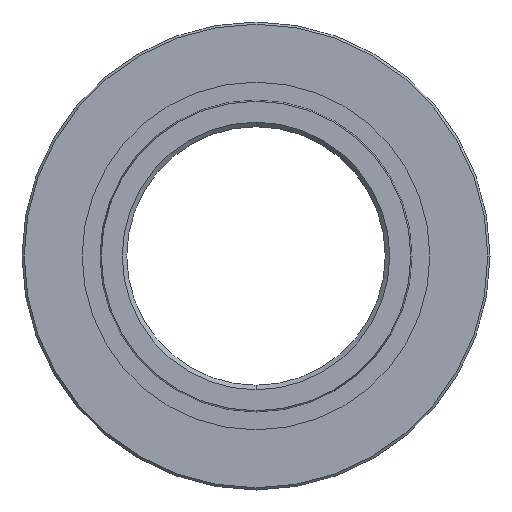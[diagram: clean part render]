
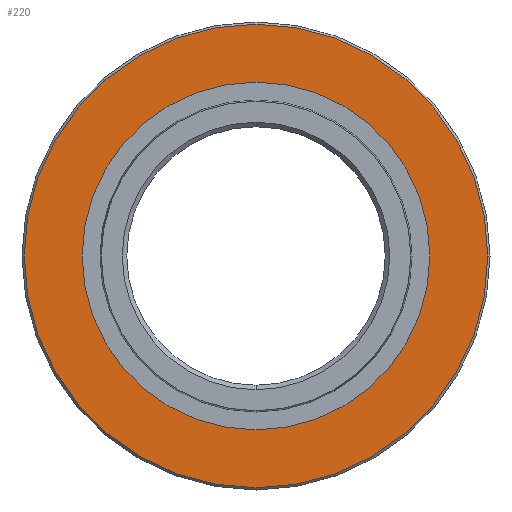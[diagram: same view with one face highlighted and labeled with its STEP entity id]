
A CAD part, front view. The second image highlights one B-rep face of the part: STEP entity #220.
In plain terms, the highlighted planar face has unit normal (0, -1, 0).
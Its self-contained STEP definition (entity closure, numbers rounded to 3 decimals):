
#24 = DIRECTION ( 'NONE',  ( 0., 1., 0. ) ) ;
#57 = DIRECTION ( 'NONE',  ( 0., 1., 0. ) ) ;
#64 = EDGE_LOOP ( 'NONE', ( #71, #729 ) ) ;
#65 = FACE_BOUND ( 'NONE', #64, .T. ) ;
#71 = ORIENTED_EDGE ( 'NONE', *, *, #149, .T. ) ;
#73 = CARTESIAN_POINT ( 'NONE',  ( 39., -64.261, 0. ) ) ;
#142 = AXIS2_PLACEMENT_3D ( 'NONE', #654, #24, #740 ) ;
#149 = EDGE_CURVE ( 'NONE', #915, #720, #1061, .T. ) ;
#175 = VERTEX_POINT ( 'NONE', #539 ) ;
#177 = CARTESIAN_POINT ( 'NONE',  ( -39., -64.261, 0. ) ) ;
#214 = ORIENTED_EDGE ( 'NONE', *, *, #1123, .F. ) ;
#220 = ADVANCED_FACE ( 'NONE', ( #1089, #65 ), #456, .F. ) ;
#229 = CIRCLE ( 'NONE', #142, 39. ) ;
#265 = DIRECTION ( 'NONE',  ( 0., 1., 0. ) ) ;
#427 = AXIS2_PLACEMENT_3D ( 'NONE', #1171, #265, #1072 ) ;
#456 = PLANE ( 'NONE',  #908 ) ;
#468 = EDGE_LOOP ( 'NONE', ( #214, #496 ) ) ;
#478 = DIRECTION ( 'NONE',  ( 0., 1., 0. ) ) ;
#496 = ORIENTED_EDGE ( 'NONE', *, *, #1090, .F. ) ;
#525 = AXIS2_PLACEMENT_3D ( 'NONE', #761, #57, #778 ) ;
#530 = CARTESIAN_POINT ( 'NONE',  ( 52., -64.261, 0. ) ) ;
#539 = CARTESIAN_POINT ( 'NONE',  ( -52., -64.261, 0. ) ) ;
#621 = CIRCLE ( 'NONE', #525, 52. ) ;
#654 = CARTESIAN_POINT ( 'NONE',  ( 0., -64.261, 0. ) ) ;
#674 = VERTEX_POINT ( 'NONE', #530 ) ;
#720 = VERTEX_POINT ( 'NONE', #73 ) ;
#729 = ORIENTED_EDGE ( 'NONE', *, *, #774, .T. ) ;
#740 = DIRECTION ( 'NONE',  ( -1., 0., 0. ) ) ;
#761 = CARTESIAN_POINT ( 'NONE',  ( 0., -64.261, 0. ) ) ;
#774 = EDGE_CURVE ( 'NONE', #720, #915, #229, .T. ) ;
#778 = DIRECTION ( 'NONE',  ( -1., 0., 0. ) ) ;
#779 = CIRCLE ( 'NONE', #427, 52. ) ;
#812 = CARTESIAN_POINT ( 'NONE',  ( 0., -64.261, 0. ) ) ;
#896 = DIRECTION ( 'NONE',  ( -1., 0., 0. ) ) ;
#908 = AXIS2_PLACEMENT_3D ( 'NONE', #1169, #478, #922 ) ;
#915 = VERTEX_POINT ( 'NONE', #177 ) ;
#922 = DIRECTION ( 'NONE',  ( -1., 0., 0. ) ) ;
#987 = DIRECTION ( 'NONE',  ( 0., 1., 0. ) ) ;
#1061 = CIRCLE ( 'NONE', #1155, 39. ) ;
#1072 = DIRECTION ( 'NONE',  ( -1., 0., 0. ) ) ;
#1089 = FACE_OUTER_BOUND ( 'NONE', #468, .T. ) ;
#1090 = EDGE_CURVE ( 'NONE', #674, #175, #621, .T. ) ;
#1123 = EDGE_CURVE ( 'NONE', #175, #674, #779, .T. ) ;
#1155 = AXIS2_PLACEMENT_3D ( 'NONE', #812, #987, #896 ) ;
#1169 = CARTESIAN_POINT ( 'NONE',  ( 52., -64.261, 0. ) ) ;
#1171 = CARTESIAN_POINT ( 'NONE',  ( 0., -64.261, 0. ) ) ;
